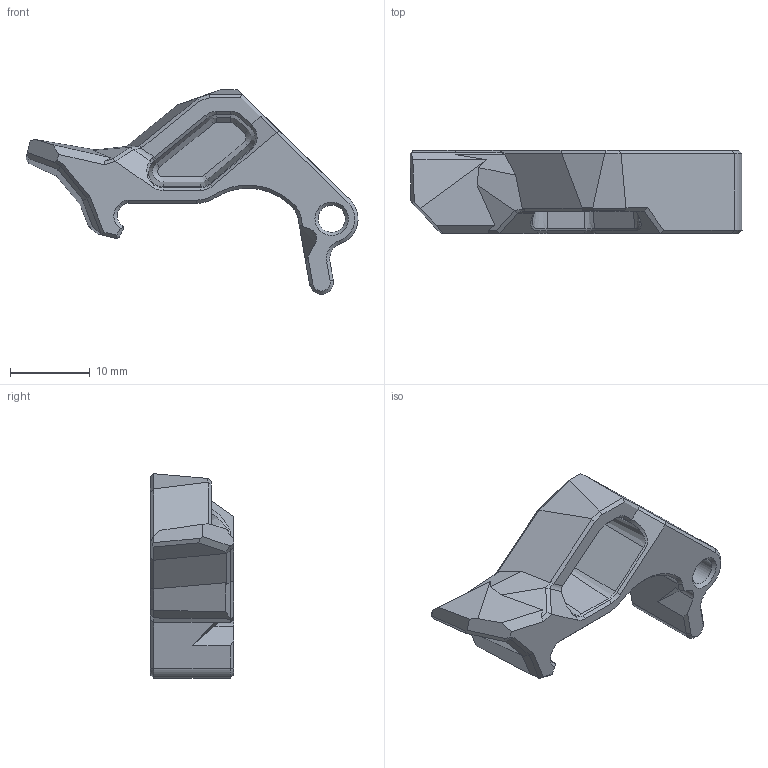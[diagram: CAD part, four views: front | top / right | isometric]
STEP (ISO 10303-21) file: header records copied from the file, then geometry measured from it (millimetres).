
FILE_DESCRIPTION(/* description */ (''),/* implementation_level */ '2;1');
FILE_NAME(/* name */ '[a]_latch_M6.stp',/* time_stamp */ '2023-12-14T15:24:34+01:00',/* author */ (''),/* organization */ (''),/* preprocessor_version */ 'ST-DEVELOPER v16.7',/* originating_system */ 'SIEMENS PLM Software NX 1847',/* authorisation */ '');
FILE_SCHEMA (('AP203_CONFIGURATION_CONTROLLED_3D_DESIGN_OF_MECHANICAL_PARTS_AND_ASSEMBLIES_MIM_LF { 1 0 10303 403 2 1 2}'));
Length unit declared in the file: millimetre
Products named in the file (1): [a]_latch_M6
Bounding box: 41.6 x 10.4 x 25.64 mm (x, y, z)
Volume: 3108.3 mm3; surface area: 2146.3 mm2
Topology: 1 solids, 1 shells, 144 faces, 365 edges, 220 vertices
Faces by surface type: plane 88, cone 38, cylinder 13, bspline 5
Full cylindrical faces by diameter (mm): 3.4 x1
Entity records: 4372 total; most frequent: CARTESIAN_POINT 880, ORIENTED_EDGE 724, DIRECTION 675, EDGE_CURVE 362, LINE 273, VECTOR 273, VERTEX_POINT 220, AXIS2_PLACEMENT_3D 201
